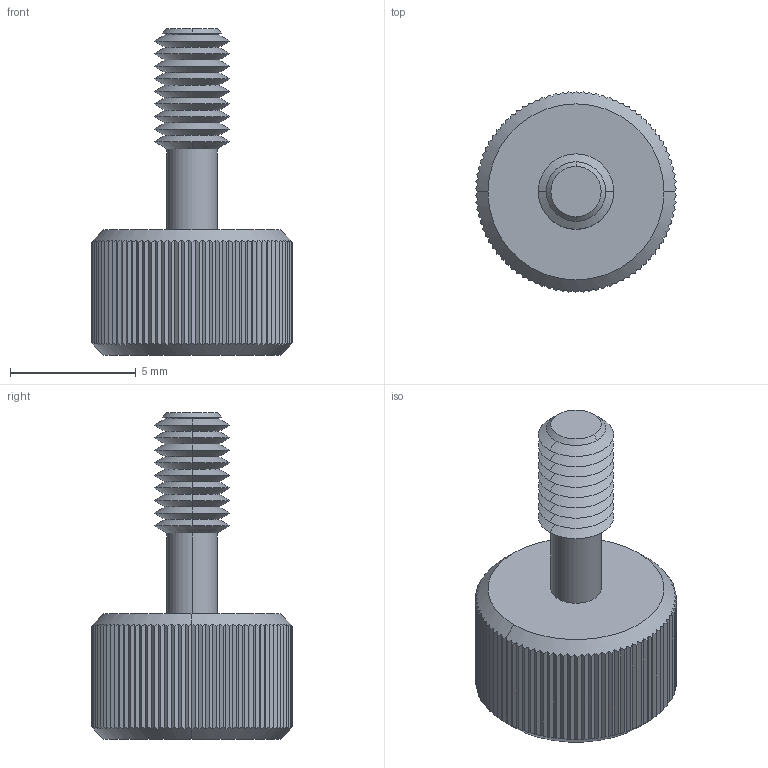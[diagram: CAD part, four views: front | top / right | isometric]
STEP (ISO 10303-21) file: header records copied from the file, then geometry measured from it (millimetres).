
FILE_DESCRIPTION (( 'STEP AP203' ), '1' );
FILE_NAME ('P0161.030-008-B2.step', '2018-11-30T21:34:33', ( '' ), ( '' ), 'SwSTEP 2.0', 'SolidWorks 2017', '' );
FILE_SCHEMA (( 'CONFIG_CONTROL_DESIGN' ));
Length unit declared in the file: millimetre
Products named in the file (1): P0161.030-008-B2
Bounding box: 8 x 8 x 13 mm (x, y, z)
Volume: 275.7 mm3; surface area: 321.8 mm2
Topology: 1 solids, 1 shells, 229 faces, 640 edges, 414 vertices
Faces by surface type: plane 183, cone 44, cylinder 2
Entity records: 7641 total; most frequent: CARTESIAN_POINT 2364, ORIENTED_EDGE 1280, DIRECTION 794, EDGE_CURVE 640, VERTEX_POINT 414, B_SPLINE_CURVE_WITH_KNOTS 360, AXIS2_PLACEMENT_3D 284, EDGE_LOOP 230
